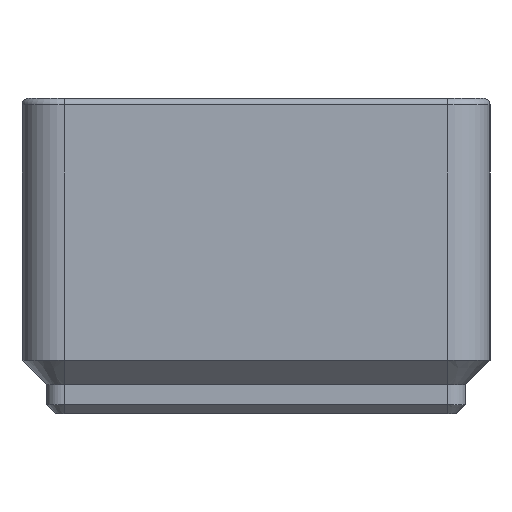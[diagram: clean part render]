
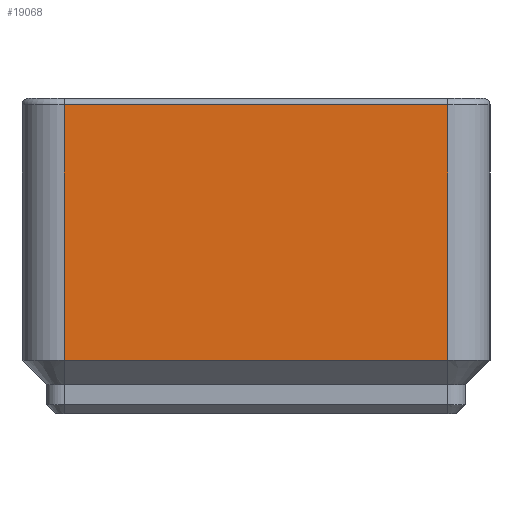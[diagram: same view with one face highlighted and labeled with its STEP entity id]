
A CAD part, left-side view. The second image highlights one B-rep face of the part: STEP entity #19068.
In plain terms, the highlighted planar face has unit normal (-1, 0, 0).
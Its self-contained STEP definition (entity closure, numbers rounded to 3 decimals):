
#17712 = VERTEX_POINT('',#17713);
#17713 = CARTESIAN_POINT('',(0.25,4.,27.4));
#17730 = CYLINDRICAL_SURFACE('',#17731,3.75);
#17731 = AXIS2_PLACEMENT_3D('',#17732,#17733,#17734);
#17732 = CARTESIAN_POINT('',(4.,4.,0.));
#17733 = DIRECTION('',(0.,0.,1.));
#17734 = DIRECTION('',(1.,0.,0.));
#17780 = CYLINDRICAL_SURFACE('',#17781,0.6);
#17781 = AXIS2_PLACEMENT_3D('',#17782,#17783,#17784);
#17782 = CARTESIAN_POINT('',(0.85,4.,27.4));
#17783 = DIRECTION('',(0.,-1.,0.));
#17784 = DIRECTION('',(1.,0.,0.));
#18152 = EDGE_CURVE('',#18153,#17712,#18155,.T.);
#18153 = VERTEX_POINT('',#18154);
#18154 = CARTESIAN_POINT('',(0.25,4.,4.75));
#18155 = SURFACE_CURVE('',#18156,(#18160,#18167),.PCURVE_S1.);
#18156 = LINE('',#18157,#18158);
#18157 = CARTESIAN_POINT('',(0.25,4.,0.));
#18158 = VECTOR('',#18159,1.);
#18159 = DIRECTION('',(0.,0.,1.));
#18160 = PCURVE('',#17730,#18161);
#18161 = DEFINITIONAL_REPRESENTATION('',(#18162),#18166);
#18162 = LINE('',#18163,#18164);
#18163 = CARTESIAN_POINT('',(3.142,0.));
#18164 = VECTOR('',#18165,1.);
#18165 = DIRECTION('',(0.,1.));
#18166 = ( GEOMETRIC_REPRESENTATION_CONTEXT(2) 
PARAMETRIC_REPRESENTATION_CONTEXT() REPRESENTATION_CONTEXT('2D SPACE',''
  ) );
#18167 = PCURVE('',#18168,#18173);
#18168 = PLANE('',#18169);
#18169 = AXIS2_PLACEMENT_3D('',#18170,#18171,#18172);
#18170 = CARTESIAN_POINT('',(0.25,21.,13.7));
#18171 = DIRECTION('',(-1.,0.,0.));
#18172 = DIRECTION('',(0.,0.,-1.));
#18173 = DEFINITIONAL_REPRESENTATION('',(#18174),#18178);
#18174 = LINE('',#18175,#18176);
#18175 = CARTESIAN_POINT('',(13.7,17.));
#18176 = VECTOR('',#18177,1.);
#18177 = DIRECTION('',(-1.,0.));
#18178 = ( GEOMETRIC_REPRESENTATION_CONTEXT(2) 
PARAMETRIC_REPRESENTATION_CONTEXT() REPRESENTATION_CONTEXT('2D SPACE',''
  ) );
#18234 = EDGE_CURVE('',#18235,#17712,#18237,.T.);
#18235 = VERTEX_POINT('',#18236);
#18236 = CARTESIAN_POINT('',(0.25,38.,27.4));
#18237 = SURFACE_CURVE('',#18238,(#18242,#18249),.PCURVE_S1.);
#18238 = LINE('',#18239,#18240);
#18239 = CARTESIAN_POINT('',(0.25,4.,27.4));
#18240 = VECTOR('',#18241,1.);
#18241 = DIRECTION('',(0.,-1.,0.));
#18242 = PCURVE('',#17780,#18243);
#18243 = DEFINITIONAL_REPRESENTATION('',(#18244),#18248);
#18244 = LINE('',#18245,#18246);
#18245 = CARTESIAN_POINT('',(3.142,0.));
#18246 = VECTOR('',#18247,1.);
#18247 = DIRECTION('',(0.,1.));
#18248 = ( GEOMETRIC_REPRESENTATION_CONTEXT(2) 
PARAMETRIC_REPRESENTATION_CONTEXT() REPRESENTATION_CONTEXT('2D SPACE',''
  ) );
#18249 = PCURVE('',#18168,#18250);
#18250 = DEFINITIONAL_REPRESENTATION('',(#18251),#18255);
#18251 = LINE('',#18252,#18253);
#18252 = CARTESIAN_POINT('',(-13.7,17.));
#18253 = VECTOR('',#18254,1.);
#18254 = DIRECTION('',(0.,1.));
#18255 = ( GEOMETRIC_REPRESENTATION_CONTEXT(2) 
PARAMETRIC_REPRESENTATION_CONTEXT() REPRESENTATION_CONTEXT('2D SPACE',''
  ) );
#19068 = ADVANCED_FACE('',(#19069),#18168,.T.);
#19069 = FACE_BOUND('',#19070,.T.);
#19070 = EDGE_LOOP('',(#19071,#19072,#19100,#19126));
#19071 = ORIENTED_EDGE('',*,*,#18234,.F.);
#19072 = ORIENTED_EDGE('',*,*,#19073,.F.);
#19073 = EDGE_CURVE('',#19074,#18235,#19076,.T.);
#19074 = VERTEX_POINT('',#19075);
#19075 = CARTESIAN_POINT('',(0.25,38.,4.75));
#19076 = SURFACE_CURVE('',#19077,(#19081,#19088),.PCURVE_S1.);
#19077 = LINE('',#19078,#19079);
#19078 = CARTESIAN_POINT('',(0.25,38.,0.));
#19079 = VECTOR('',#19080,1.);
#19080 = DIRECTION('',(0.,0.,1.));
#19081 = PCURVE('',#18168,#19082);
#19082 = DEFINITIONAL_REPRESENTATION('',(#19083),#19087);
#19083 = LINE('',#19084,#19085);
#19084 = CARTESIAN_POINT('',(13.7,-17.));
#19085 = VECTOR('',#19086,1.);
#19086 = DIRECTION('',(-1.,0.));
#19087 = ( GEOMETRIC_REPRESENTATION_CONTEXT(2) 
PARAMETRIC_REPRESENTATION_CONTEXT() REPRESENTATION_CONTEXT('2D SPACE',''
  ) );
#19088 = PCURVE('',#19089,#19094);
#19089 = CYLINDRICAL_SURFACE('',#19090,3.75);
#19090 = AXIS2_PLACEMENT_3D('',#19091,#19092,#19093);
#19091 = CARTESIAN_POINT('',(4.,38.,0.));
#19092 = DIRECTION('',(0.,0.,1.));
#19093 = DIRECTION('',(1.,0.,0.));
#19094 = DEFINITIONAL_REPRESENTATION('',(#19095),#19099);
#19095 = LINE('',#19096,#19097);
#19096 = CARTESIAN_POINT('',(3.142,0.));
#19097 = VECTOR('',#19098,1.);
#19098 = DIRECTION('',(0.,1.));
#19099 = ( GEOMETRIC_REPRESENTATION_CONTEXT(2) 
PARAMETRIC_REPRESENTATION_CONTEXT() REPRESENTATION_CONTEXT('2D SPACE',''
  ) );
#19100 = ORIENTED_EDGE('',*,*,#19101,.F.);
#19101 = EDGE_CURVE('',#18153,#19074,#19102,.T.);
#19102 = SURFACE_CURVE('',#19103,(#19107,#19114),.PCURVE_S1.);
#19103 = LINE('',#19104,#19105);
#19104 = CARTESIAN_POINT('',(0.25,12.5,4.75));
#19105 = VECTOR('',#19106,1.);
#19106 = DIRECTION('',(0.,1.,0.));
#19107 = PCURVE('',#18168,#19108);
#19108 = DEFINITIONAL_REPRESENTATION('',(#19109),#19113);
#19109 = LINE('',#19110,#19111);
#19110 = CARTESIAN_POINT('',(8.95,8.5));
#19111 = VECTOR('',#19112,1.);
#19112 = DIRECTION('',(0.,-1.));
#19113 = ( GEOMETRIC_REPRESENTATION_CONTEXT(2) 
PARAMETRIC_REPRESENTATION_CONTEXT() REPRESENTATION_CONTEXT('2D SPACE',''
  ) );
#19114 = PCURVE('',#19115,#19120);
#19115 = PLANE('',#19116);
#19116 = AXIS2_PLACEMENT_3D('',#19117,#19118,#19119);
#19117 = CARTESIAN_POINT('',(2.4,4.,2.6));
#19118 = DIRECTION('',(0.707,0.,0.707));
#19119 = DIRECTION('',(0.,-1.,0.));
#19120 = DEFINITIONAL_REPRESENTATION('',(#19121),#19125);
#19121 = LINE('',#19122,#19123);
#19122 = CARTESIAN_POINT('',(-8.5,-3.041));
#19123 = VECTOR('',#19124,1.);
#19124 = DIRECTION('',(-1.,0.));
#19125 = ( GEOMETRIC_REPRESENTATION_CONTEXT(2) 
PARAMETRIC_REPRESENTATION_CONTEXT() REPRESENTATION_CONTEXT('2D SPACE',''
  ) );
#19126 = ORIENTED_EDGE('',*,*,#18152,.T.);
